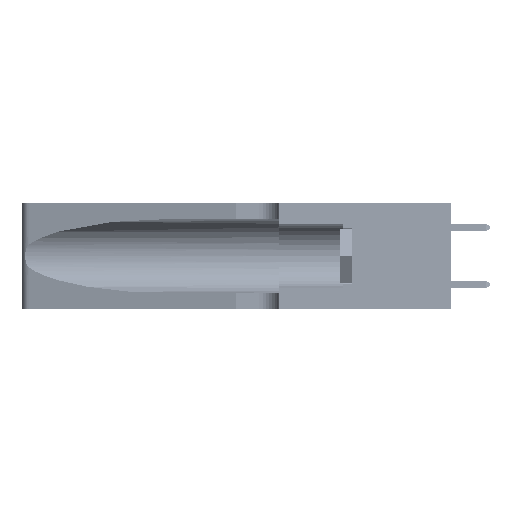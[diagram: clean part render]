
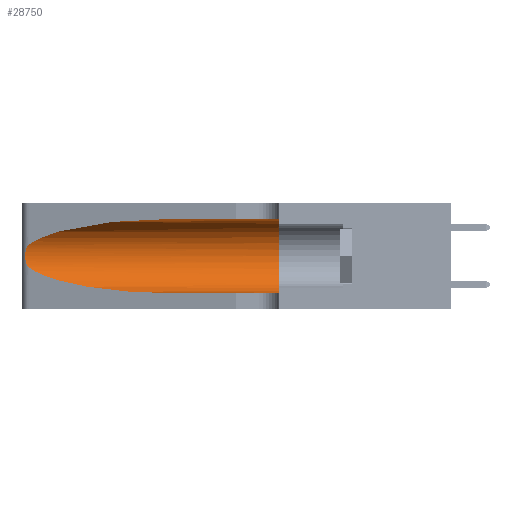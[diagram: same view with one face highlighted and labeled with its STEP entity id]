
A CAD part, left-side view. The second image highlights one B-rep face of the part: STEP entity #28750.
In plain terms, the highlighted cylindrical face has radius 3.308 mm (diameter 6.617 mm), a partial arc.
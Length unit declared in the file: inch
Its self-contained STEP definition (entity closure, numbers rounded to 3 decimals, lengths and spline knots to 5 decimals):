
#1957 = CARTESIAN_POINT ( 'NONE',  ( 0.25487, 1.22718, 0.22369 ) ) ;
#2131 = CARTESIAN_POINT ( 'NONE',  ( 0.25856, 1.23593, 0.16098 ) ) ;
#3408 =( BOUNDED_CURVE ( )  B_SPLINE_CURVE ( 3, ( #27565, #16116, #19998, #46881 ),
 .UNSPECIFIED., .F., .T. ) 
 B_SPLINE_CURVE_WITH_KNOTS ( ( 4, 4 ),
 ( 1.5708, 2.84003 ),
 .UNSPECIFIED. ) 
 CURVE ( )  GEOMETRIC_REPRESENTATION_ITEM ( )  RATIONAL_B_SPLINE_CURVE ( ( 1., 0.87, 0.87, 1. ) ) 
 REPRESENTATION_ITEM ( '' )  );
#3517 = EDGE_CURVE ( 'NONE', #13909, #10144, #8100, .T. ) ;
#3899 = CARTESIAN_POINT ( 'NONE',  ( 0.1305, 0.35, 0.31525 ) ) ;
#4275 = ORIENTED_EDGE ( 'NONE', *, *, #34309, .T. ) ;
#4829 = VERTEX_POINT ( 'NONE', #14265 ) ;
#5039 = VERTEX_POINT ( 'NONE', #49716 ) ;
#6103 = CARTESIAN_POINT ( 'NONE',  ( 0.25639, 1.23186, 0.15144 ) ) ;
#7664 = VECTOR ( 'NONE', #13855, 39.37008 ) ;
#8100 = LINE ( 'NONE', #44447, #17172 ) ;
#8577 = DIRECTION ( 'NONE',  ( 0., 0., -1. ) ) ;
#9939 = CARTESIAN_POINT ( 'NONE',  ( 0.1305, 1.61858, 0.05475 ) ) ;
#10065 = CARTESIAN_POINT ( 'NONE',  ( 0.25487, 1.22718, 0.14631 ) ) ;
#10144 = VERTEX_POINT ( 'NONE', #3899 ) ;
#10918 = AXIS2_PLACEMENT_3D ( 'NONE', #24103, #47141, #8577 ) ;
#12044 = CARTESIAN_POINT ( 'NONE',  ( 0.25487, 1.22718, 0.14631 ) ) ;
#12554 = CARTESIAN_POINT ( 'NONE',  ( 0.25487, 1.22718, 0.14631 ) ) ;
#12634 = DIRECTION ( 'NONE',  ( 0., 1., 0. ) ) ;
#12969 = EDGE_CURVE ( 'NONE', #4829, #27396, #38455, .T. ) ;
#13816 = CARTESIAN_POINT ( 'NONE',  ( 0.25639, 1.23184, 0.21858 ) ) ;
#13855 = DIRECTION ( 'NONE',  ( 0., -1., 0. ) ) ;
#13909 = VERTEX_POINT ( 'NONE', #18978 ) ;
#14150 = VERTEX_POINT ( 'NONE', #12554 ) ;
#14265 = CARTESIAN_POINT ( 'NONE',  ( 0.1305, 0.72297, 0.05475 ) ) ;
#15895 = CARTESIAN_POINT ( 'NONE',  ( 0.2373, 1.15595, 0.08982 ) ) ;
#16116 = CARTESIAN_POINT ( 'NONE',  ( 0.18966, 0.96281, 0.31525 ) ) ;
#17172 = VECTOR ( 'NONE', #25269, 39.37008 ) ;
#17658 = CARTESIAN_POINT ( 'NONE',  ( 0.25854, 1.2359, 0.20912 ) ) ;
#18978 = CARTESIAN_POINT ( 'NONE',  ( 0.1305, 0.72297, 0.31525 ) ) ;
#19391 = EDGE_CURVE ( 'NONE', #10144, #27396, #25952, .T. ) ;
#19440 = ORIENTED_EDGE ( 'NONE', *, *, #3517, .F. ) ;
#19781 = CARTESIAN_POINT ( 'NONE',  ( 0.1305, 0.72297, 0.05475 ) ) ;
#19998 = CARTESIAN_POINT ( 'NONE',  ( 0.2373, 1.15595, 0.28018 ) ) ;
#21535 = CARTESIAN_POINT ( 'NONE',  ( 0.26075, 1.23896, 0.19203 ) ) ;
#21934 = EDGE_LOOP ( 'NONE', ( #26719, #4275, #40527, #23051, #29678, #19440 ) ) ;
#23051 = ORIENTED_EDGE ( 'NONE', *, *, #12969, .T. ) ;
#24103 = CARTESIAN_POINT ( 'NONE',  ( 0.1305, 1.61858, 0.185 ) ) ;
#24155 = CYLINDRICAL_SURFACE ( 'NONE', #10918, 0.13025 ) ;
#25269 = DIRECTION ( 'NONE',  ( 0., -1., 0. ) ) ;
#25387 = CARTESIAN_POINT ( 'NONE',  ( 0.26017, 1.23833, 0.17102 ) ) ;
#25952 = CIRCLE ( 'NONE', #34564, 0.13025 ) ;
#26719 = ORIENTED_EDGE ( 'NONE', *, *, #31369, .T. ) ;
#27396 = VERTEX_POINT ( 'NONE', #43744 ) ;
#27565 = CARTESIAN_POINT ( 'NONE',  ( 0.1305, 0.72297, 0.31525 ) ) ;
#28750 = ADVANCED_FACE ( 'NONE', ( #45864 ), #24155, .F. ) ;
#29273 = CARTESIAN_POINT ( 'NONE',  ( 0.25789, 1.23486, 0.15765 ) ) ;
#29678 = ORIENTED_EDGE ( 'NONE', *, *, #19391, .F. ) ;
#31369 = EDGE_CURVE ( 'NONE', #13909, #5039, #3408, .T. ) ;
#33014 = CARTESIAN_POINT ( 'NONE',  ( 0.25555, 1.22994, 0.2215 ) ) ;
#33177 = CARTESIAN_POINT ( 'NONE',  ( 0.25555, 1.22993, 0.14849 ) ) ;
#34309 = EDGE_CURVE ( 'NONE', #5039, #14150, #44584, .T. ) ;
#34564 = AXIS2_PLACEMENT_3D ( 'NONE', #35716, #12634, #39559 ) ;
#35190 = EDGE_CURVE ( 'NONE', #14150, #4829, #35686, .T. ) ;
#35686 =( BOUNDED_CURVE ( )  B_SPLINE_CURVE ( 3, ( #12044, #15895, #42849, #19781 ),
 .UNSPECIFIED., .F., .F. ) 
 B_SPLINE_CURVE_WITH_KNOTS ( ( 4, 4 ),
 ( 3.44316, 4.71239 ),
 .UNSPECIFIED. ) 
 CURVE ( )  GEOMETRIC_REPRESENTATION_ITEM ( )  RATIONAL_B_SPLINE_CURVE ( ( 1., 0.87, 0.87, 1. ) ) 
 REPRESENTATION_ITEM ( '' )  );
#35716 = CARTESIAN_POINT ( 'NONE',  ( 0.1305, 0.35, 0.185 ) ) ;
#38455 = LINE ( 'NONE', #9939, #7664 ) ;
#39559 = DIRECTION ( 'NONE',  ( 0., 0., 1. ) ) ;
#40527 = ORIENTED_EDGE ( 'NONE', *, *, #35190, .T. ) ;
#40713 = CARTESIAN_POINT ( 'NONE',  ( 0.25787, 1.23484, 0.2124 ) ) ;
#42849 = CARTESIAN_POINT ( 'NONE',  ( 0.18966, 0.96281, 0.05475 ) ) ;
#43744 = CARTESIAN_POINT ( 'NONE',  ( 0.1305, 0.35, 0.05475 ) ) ;
#44447 = CARTESIAN_POINT ( 'NONE',  ( 0.1305, 1.61858, 0.31525 ) ) ;
#44564 = CARTESIAN_POINT ( 'NONE',  ( 0.26018, 1.23835, 0.19895 ) ) ;
#44584 = B_SPLINE_CURVE_WITH_KNOTS ( 'NONE', 3,
 ( #1957, #33014, #13816, #40713, #17658, #44564, #21535, #48434, #25387, #2131, #29273, #6103, #33177, #10065 ),
 .UNSPECIFIED., .F., .F.,
 ( 4, 2, 2, 2, 2, 2, 4 ),
 ( 0., 0.00027, 0.00053, 0.00107, 0.0016, 0.00187, 0.00214 ),
 .UNSPECIFIED. ) ;
#45864 = FACE_OUTER_BOUND ( 'NONE', #21934, .T. ) ;
#46881 = CARTESIAN_POINT ( 'NONE',  ( 0.25487, 1.22718, 0.22369 ) ) ;
#47141 = DIRECTION ( 'NONE',  ( 0., -1., 0. ) ) ;
#48434 = CARTESIAN_POINT ( 'NONE',  ( 0.26075, 1.23896, 0.178 ) ) ;
#49716 = CARTESIAN_POINT ( 'NONE',  ( 0.25487, 1.22718, 0.22369 ) ) ;
